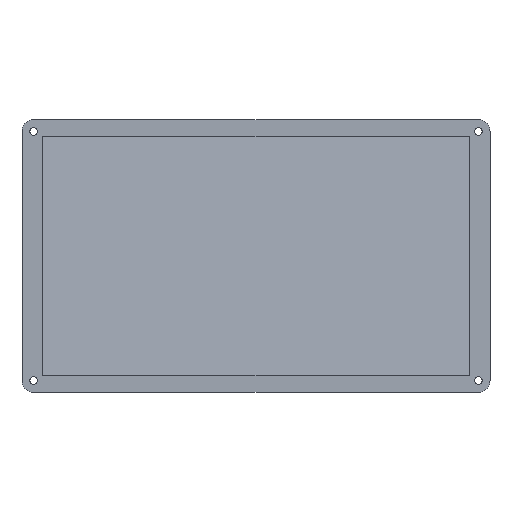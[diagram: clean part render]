
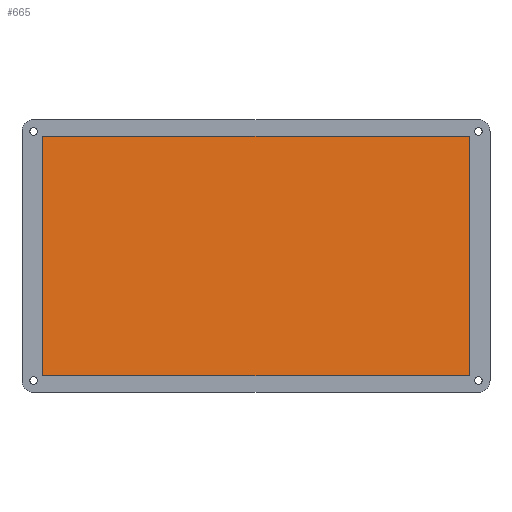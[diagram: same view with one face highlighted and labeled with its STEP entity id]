
A CAD part, top view. The second image highlights one B-rep face of the part: STEP entity #665.
In plain terms, the highlighted planar face has unit normal (0, 0.083, 0.997).
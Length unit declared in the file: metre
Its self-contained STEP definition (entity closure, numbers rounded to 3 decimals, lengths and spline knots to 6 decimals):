
#156=ORIENTED_EDGE('',*,*,#292,.F.);
#157=ORIENTED_EDGE('',*,*,#293,.T.);
#158=ORIENTED_EDGE('',*,*,#294,.F.);
#159=ORIENTED_EDGE('',*,*,#295,.T.);
#292=EDGE_CURVE('',#368,#369,#412,.T.);
#293=EDGE_CURVE('',#368,#370,#413,.T.);
#294=EDGE_CURVE('',#371,#370,#414,.T.);
#295=EDGE_CURVE('',#371,#369,#415,.T.);
#368=VERTEX_POINT('',#1115);
#369=VERTEX_POINT('',#1116);
#370=VERTEX_POINT('',#1118);
#371=VERTEX_POINT('',#1120);
#412=LINE('',#1114,#456);
#413=LINE('',#1117,#457);
#414=LINE('',#1119,#458);
#415=LINE('',#1121,#459);
#456=VECTOR('',#906,1.);
#457=VECTOR('',#907,1.);
#458=VECTOR('',#908,1.);
#459=VECTOR('',#909,1.);
#512=EDGE_LOOP('',(#156,#157,#158,#159));
#586=FACE_BOUND('',#512,.T.);
#634=PLANE('',#749);
#665=ADVANCED_FACE('',(#586),#634,.F.);
#749=AXIS2_PLACEMENT_3D('',#1113,#904,#905);
#904=DIRECTION('',(0.,-0.083,-0.997));
#905=DIRECTION('',(1.,0.,0.));
#906=DIRECTION('',(0.,-0.997,0.083));
#907=DIRECTION('',(-1.,0.,0.));
#908=DIRECTION('',(0.,0.997,-0.083));
#909=DIRECTION('',(1.,0.,0.));
#1113=CARTESIAN_POINT('',(0.,0.00325,-0.012518));
#1114=CARTESIAN_POINT('',(0.064,0.003548,-0.012543));
#1115=CARTESIAN_POINT('',(0.064,0.039,-0.015506));
#1116=CARTESIAN_POINT('',(0.064,-0.0328,-0.009505));
#1117=CARTESIAN_POINT('',(0.,0.039,-0.015506));
#1118=CARTESIAN_POINT('',(-0.064,0.039,-0.015506));
#1119=CARTESIAN_POINT('',(-0.064,0.003548,-0.012543));
#1120=CARTESIAN_POINT('',(-0.064,-0.0328,-0.009505));
#1121=CARTESIAN_POINT('',(0.,-0.0328,-0.009505));
